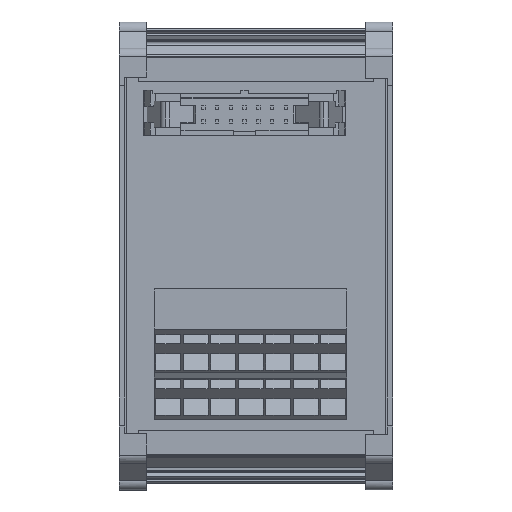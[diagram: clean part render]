
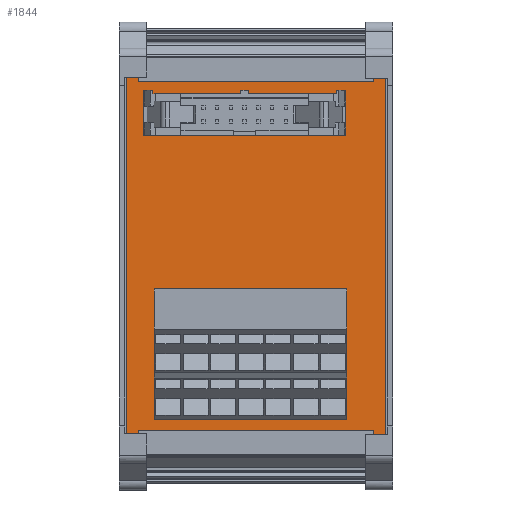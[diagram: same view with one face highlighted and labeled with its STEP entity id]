
A CAD part, top view. The second image highlights one B-rep face of the part: STEP entity #1844.
In plain terms, the highlighted planar face has unit normal (0, 0, 1).
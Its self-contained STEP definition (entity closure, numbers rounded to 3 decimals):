
#1674=AXIS2_PLACEMENT_3D('Plane Axis2P3D',#1671,#1672,#1673) ;
#1671=CARTESIAN_POINT('Axis2P3D Location',(1.25,9.3,36.952)) ;
#1676=CARTESIAN_POINT('Line Origine',(1.25,43.2,36.952)) ;
#1680=CARTESIAN_POINT('Vertex',(1.25,77.1,36.952)) ;
#1682=CARTESIAN_POINT('Vertex',(1.25,9.3,36.952)) ;
#1685=CARTESIAN_POINT('Line Origine',(25.25,9.3,36.952)) ;
#1689=CARTESIAN_POINT('Vertex',(49.25,9.3,36.952)) ;
#1692=CARTESIAN_POINT('Line Origine',(49.25,43.2,36.952)) ;
#1696=CARTESIAN_POINT('Vertex',(49.25,77.1,36.952)) ;
#1699=CARTESIAN_POINT('Line Origine',(25.25,77.1,36.952)) ;
#1710=CARTESIAN_POINT('Line Origine',(5.365,73.75,36.952)) ;
#1714=CARTESIAN_POINT('Vertex',(4.5,73.75,36.952)) ;
#1716=CARTESIAN_POINT('Vertex',(6.23,73.75,36.952)) ;
#1719=CARTESIAN_POINT('Line Origine',(6.23,73.45,36.952)) ;
#1723=CARTESIAN_POINT('Vertex',(6.23,73.15,36.952)) ;
#1726=CARTESIAN_POINT('Line Origine',(7.565,73.15,36.952)) ;
#1730=CARTESIAN_POINT('Vertex',(8.9,73.15,36.952)) ;
#1733=CARTESIAN_POINT('Line Origine',(8.9,69.3,36.952)) ;
#1737=CARTESIAN_POINT('Vertex',(8.9,65.45,36.952)) ;
#1740=CARTESIAN_POINT('Line Origine',(6.7,65.45,36.952)) ;
#1744=CARTESIAN_POINT('Vertex',(4.5,65.45,36.952)) ;
#1747=CARTESIAN_POINT('Line Origine',(4.5,69.6,36.952)) ;
#1760=CARTESIAN_POINT('Line Origine',(38.715,73.15,36.952)) ;
#1764=CARTESIAN_POINT('Vertex',(40.05,73.15,36.952)) ;
#1766=CARTESIAN_POINT('Vertex',(37.38,73.15,36.952)) ;
#1769=CARTESIAN_POINT('Line Origine',(40.05,73.45,36.952)) ;
#1773=CARTESIAN_POINT('Vertex',(40.05,73.75,36.952)) ;
#1776=CARTESIAN_POINT('Line Origine',(40.915,73.75,36.952)) ;
#1780=CARTESIAN_POINT('Vertex',(41.78,73.75,36.952)) ;
#1783=CARTESIAN_POINT('Line Origine',(41.78,69.6,36.952)) ;
#1787=CARTESIAN_POINT('Vertex',(41.78,65.45,36.952)) ;
#1790=CARTESIAN_POINT('Line Origine',(39.58,65.45,36.952)) ;
#1794=CARTESIAN_POINT('Vertex',(37.38,65.45,36.952)) ;
#1797=CARTESIAN_POINT('Line Origine',(37.38,69.3,36.952)) ;
#1810=CARTESIAN_POINT('Line Origine',(6.48,25.78,36.952)) ;
#1814=CARTESIAN_POINT('Vertex',(6.48,37.08,36.952)) ;
#1816=CARTESIAN_POINT('Vertex',(6.48,14.48,36.952)) ;
#1819=CARTESIAN_POINT('Line Origine',(24.26,37.08,36.952)) ;
#1823=CARTESIAN_POINT('Vertex',(42.04,37.08,36.952)) ;
#1826=CARTESIAN_POINT('Line Origine',(42.04,25.78,36.952)) ;
#1830=CARTESIAN_POINT('Vertex',(42.04,14.48,36.952)) ;
#1833=CARTESIAN_POINT('Line Origine',(24.26,14.48,36.952)) ;
#1672=DIRECTION('Axis2P3D Direction',(0.,0.,-1.)) ;
#1673=DIRECTION('Axis2P3D XDirection',(0.,1.,0.)) ;
#1677=DIRECTION('Vector Direction',(0.,-1.,0.)) ;
#1686=DIRECTION('Vector Direction',(1.,0.,0.)) ;
#1693=DIRECTION('Vector Direction',(0.,1.,0.)) ;
#1700=DIRECTION('Vector Direction',(-1.,0.,0.)) ;
#1711=DIRECTION('Vector Direction',(1.,0.,0.)) ;
#1720=DIRECTION('Vector Direction',(0.,1.,0.)) ;
#1727=DIRECTION('Vector Direction',(-1.,0.,0.)) ;
#1734=DIRECTION('Vector Direction',(0.,-1.,0.)) ;
#1741=DIRECTION('Vector Direction',(-1.,0.,0.)) ;
#1748=DIRECTION('Vector Direction',(0.,-1.,0.)) ;
#1761=DIRECTION('Vector Direction',(-1.,0.,0.)) ;
#1770=DIRECTION('Vector Direction',(0.,-1.,0.)) ;
#1777=DIRECTION('Vector Direction',(-1.,0.,0.)) ;
#1784=DIRECTION('Vector Direction',(0.,-1.,0.)) ;
#1791=DIRECTION('Vector Direction',(-1.,0.,0.)) ;
#1798=DIRECTION('Vector Direction',(0.,1.,0.)) ;
#1811=DIRECTION('Vector Direction',(0.,-1.,0.)) ;
#1820=DIRECTION('Vector Direction',(-1.,0.,0.)) ;
#1827=DIRECTION('Vector Direction',(0.,-1.,0.)) ;
#1834=DIRECTION('Vector Direction',(-1.,0.,0.)) ;
#1678=VECTOR('Line Direction',#1677,1.) ;
#1687=VECTOR('Line Direction',#1686,1.) ;
#1694=VECTOR('Line Direction',#1693,1.) ;
#1701=VECTOR('Line Direction',#1700,1.) ;
#1712=VECTOR('Line Direction',#1711,1.) ;
#1721=VECTOR('Line Direction',#1720,1.) ;
#1728=VECTOR('Line Direction',#1727,1.) ;
#1735=VECTOR('Line Direction',#1734,1.) ;
#1742=VECTOR('Line Direction',#1741,1.) ;
#1749=VECTOR('Line Direction',#1748,1.) ;
#1762=VECTOR('Line Direction',#1761,1.) ;
#1771=VECTOR('Line Direction',#1770,1.) ;
#1778=VECTOR('Line Direction',#1777,1.) ;
#1785=VECTOR('Line Direction',#1784,1.) ;
#1792=VECTOR('Line Direction',#1791,1.) ;
#1799=VECTOR('Line Direction',#1798,1.) ;
#1812=VECTOR('Line Direction',#1811,1.) ;
#1821=VECTOR('Line Direction',#1820,1.) ;
#1828=VECTOR('Line Direction',#1827,1.) ;
#1835=VECTOR('Line Direction',#1834,1.) ;
#1705=ORIENTED_EDGE('',*,*,#1684,.T.) ;
#1706=ORIENTED_EDGE('',*,*,#1691,.T.) ;
#1707=ORIENTED_EDGE('',*,*,#1698,.T.) ;
#1708=ORIENTED_EDGE('',*,*,#1703,.T.) ;
#1753=ORIENTED_EDGE('',*,*,#1718,.T.) ;
#1754=ORIENTED_EDGE('',*,*,#1725,.F.) ;
#1755=ORIENTED_EDGE('',*,*,#1732,.F.) ;
#1756=ORIENTED_EDGE('',*,*,#1739,.T.) ;
#1757=ORIENTED_EDGE('',*,*,#1746,.T.) ;
#1758=ORIENTED_EDGE('',*,*,#1751,.F.) ;
#1803=ORIENTED_EDGE('',*,*,#1768,.F.) ;
#1804=ORIENTED_EDGE('',*,*,#1775,.F.) ;
#1805=ORIENTED_EDGE('',*,*,#1782,.F.) ;
#1806=ORIENTED_EDGE('',*,*,#1789,.T.) ;
#1807=ORIENTED_EDGE('',*,*,#1796,.T.) ;
#1808=ORIENTED_EDGE('',*,*,#1801,.T.) ;
#1839=ORIENTED_EDGE('',*,*,#1818,.F.) ;
#1840=ORIENTED_EDGE('',*,*,#1825,.F.) ;
#1841=ORIENTED_EDGE('',*,*,#1832,.T.) ;
#1842=ORIENTED_EDGE('',*,*,#1837,.T.) ;
#1759=FACE_BOUND('',#1752,.T.) ;
#1809=FACE_BOUND('',#1802,.T.) ;
#1843=FACE_BOUND('',#1838,.T.) ;
#1844=ADVANCED_FACE('NONE',(#1709,#1759,#1809,#1843),#1675,.F.) ;
#1684=EDGE_CURVE('',#1681,#1683,#1679,.T.) ;
#1691=EDGE_CURVE('',#1683,#1690,#1688,.T.) ;
#1698=EDGE_CURVE('',#1690,#1697,#1695,.T.) ;
#1703=EDGE_CURVE('',#1697,#1681,#1702,.T.) ;
#1718=EDGE_CURVE('',#1715,#1717,#1713,.T.) ;
#1725=EDGE_CURVE('',#1724,#1717,#1722,.T.) ;
#1732=EDGE_CURVE('',#1731,#1724,#1729,.T.) ;
#1739=EDGE_CURVE('',#1731,#1738,#1736,.T.) ;
#1746=EDGE_CURVE('',#1738,#1745,#1743,.T.) ;
#1751=EDGE_CURVE('',#1715,#1745,#1750,.T.) ;
#1768=EDGE_CURVE('',#1765,#1767,#1763,.T.) ;
#1775=EDGE_CURVE('',#1774,#1765,#1772,.T.) ;
#1782=EDGE_CURVE('',#1781,#1774,#1779,.T.) ;
#1789=EDGE_CURVE('',#1781,#1788,#1786,.T.) ;
#1796=EDGE_CURVE('',#1788,#1795,#1793,.T.) ;
#1801=EDGE_CURVE('',#1795,#1767,#1800,.T.) ;
#1818=EDGE_CURVE('',#1815,#1817,#1813,.T.) ;
#1825=EDGE_CURVE('',#1824,#1815,#1822,.T.) ;
#1832=EDGE_CURVE('',#1824,#1831,#1829,.T.) ;
#1837=EDGE_CURVE('',#1831,#1817,#1836,.T.) ;
#1704=EDGE_LOOP('',(#1705,#1706,#1707,#1708)) ;
#1752=EDGE_LOOP('',(#1753,#1754,#1755,#1756,#1757,#1758)) ;
#1802=EDGE_LOOP('',(#1803,#1804,#1805,#1806,#1807,#1808)) ;
#1838=EDGE_LOOP('',(#1839,#1840,#1841,#1842)) ;
#1709=FACE_OUTER_BOUND('',#1704,.T.) ;
#1679=LINE('Line',#1676,#1678) ;
#1688=LINE('Line',#1685,#1687) ;
#1695=LINE('Line',#1692,#1694) ;
#1702=LINE('Line',#1699,#1701) ;
#1713=LINE('Line',#1710,#1712) ;
#1722=LINE('Line',#1719,#1721) ;
#1729=LINE('Line',#1726,#1728) ;
#1736=LINE('Line',#1733,#1735) ;
#1743=LINE('Line',#1740,#1742) ;
#1750=LINE('Line',#1747,#1749) ;
#1763=LINE('Line',#1760,#1762) ;
#1772=LINE('Line',#1769,#1771) ;
#1779=LINE('Line',#1776,#1778) ;
#1786=LINE('Line',#1783,#1785) ;
#1793=LINE('Line',#1790,#1792) ;
#1800=LINE('Line',#1797,#1799) ;
#1813=LINE('Line',#1810,#1812) ;
#1822=LINE('Line',#1819,#1821) ;
#1829=LINE('Line',#1826,#1828) ;
#1836=LINE('Line',#1833,#1835) ;
#1675=PLANE('',#1674) ;
#1681=VERTEX_POINT('',#1680) ;
#1683=VERTEX_POINT('',#1682) ;
#1690=VERTEX_POINT('',#1689) ;
#1697=VERTEX_POINT('',#1696) ;
#1715=VERTEX_POINT('',#1714) ;
#1717=VERTEX_POINT('',#1716) ;
#1724=VERTEX_POINT('',#1723) ;
#1731=VERTEX_POINT('',#1730) ;
#1738=VERTEX_POINT('',#1737) ;
#1745=VERTEX_POINT('',#1744) ;
#1765=VERTEX_POINT('',#1764) ;
#1767=VERTEX_POINT('',#1766) ;
#1774=VERTEX_POINT('',#1773) ;
#1781=VERTEX_POINT('',#1780) ;
#1788=VERTEX_POINT('',#1787) ;
#1795=VERTEX_POINT('',#1794) ;
#1815=VERTEX_POINT('',#1814) ;
#1817=VERTEX_POINT('',#1816) ;
#1824=VERTEX_POINT('',#1823) ;
#1831=VERTEX_POINT('',#1830) ;
